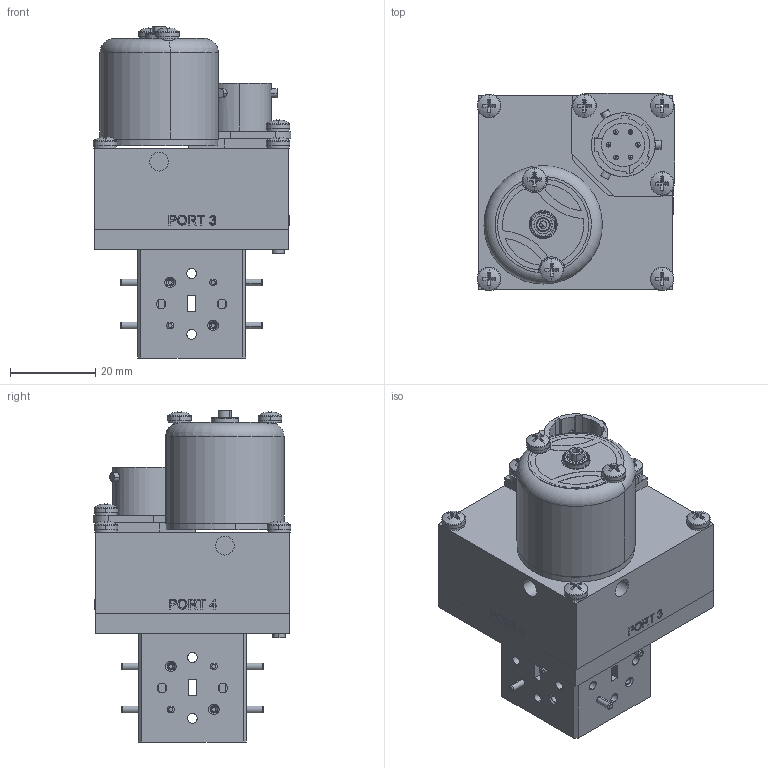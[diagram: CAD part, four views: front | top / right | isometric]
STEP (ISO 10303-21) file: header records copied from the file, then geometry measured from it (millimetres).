
FILE_DESCRIPTION (( 'STEP AP203' ), '1' );
FILE_NAME ('WR15 STD SMI.STEP', '2016-08-25T16:11:34', ( '' ), ( '' ), 'SwSTEP 2.0', 'SolidWorks 2016', '' );
FILE_SCHEMA (( 'CONFIG_CONTROL_DESIGN' ));
Length unit declared in the file: inch
Products named in the file (1): WR15 STD SMI
Bounding box: 46.39 x 46.39 x 77.95 mm (x, y, z)
Surface area: 19767.2 mm2 (no closed solid volume)
Topology: 0 solids, 55 shells, 537 faces, 1673 edges, 1188 vertices
Faces by surface type: plane 245, cylinder 179, torus 50, cone 24, sphere 20, bspline 19
Entity records: 21511 total; most frequent: CARTESIAN_POINT 6560, DIRECTION 3276, ORIENTED_EDGE 2642, EDGE_CURVE 1663, AXIS2_PLACEMENT_3D 1260, VERTEX_POINT 1182, LINE 756, VECTOR 756
